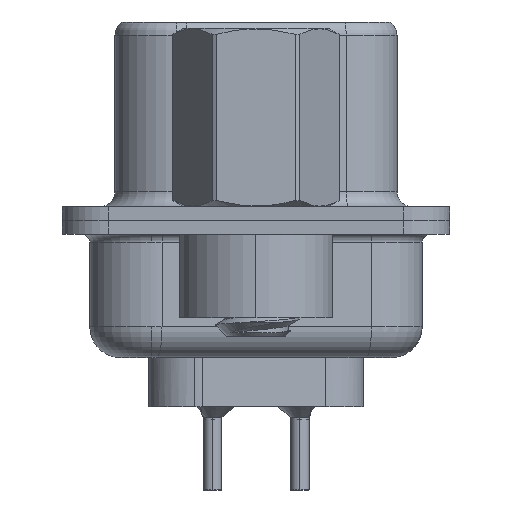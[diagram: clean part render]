
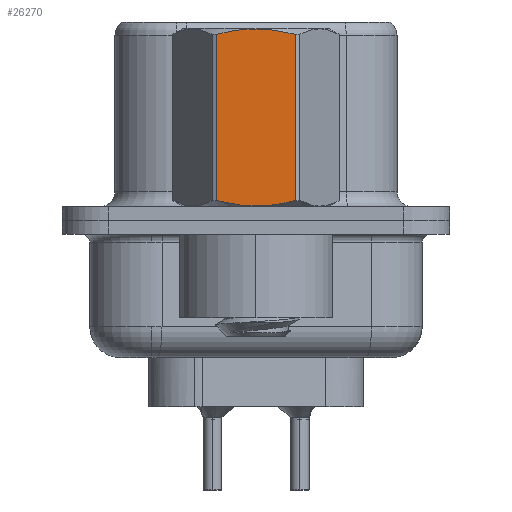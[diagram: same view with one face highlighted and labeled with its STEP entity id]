
A CAD part, left-side view. The second image highlights one B-rep face of the part: STEP entity #26270.
In plain terms, the highlighted planar face has unit normal (-1, 0, 0).
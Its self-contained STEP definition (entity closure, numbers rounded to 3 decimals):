
#499 = VERTEX_POINT ( 'NONE', #13127 ) ;
#943 = ORIENTED_EDGE ( 'NONE', *, *, #20375, .T. ) ;
#1368 = CARTESIAN_POINT ( 'NONE',  ( -2.381, 1.065, 0.596 ) ) ;
#1479 = CARTESIAN_POINT ( 'NONE',  ( -2.381, 0.428, 0.485 ) ) ;
#3900 = CARTESIAN_POINT ( 'NONE',  ( -2.381, -0.215, 0.468 ) ) ;
#4207 = B_SPLINE_CURVE_WITH_KNOTS ( 'NONE', 3,
 ( #17603, #15313, #19933, #6077, #22253, #8485, #24520, #10803, #26763, #13115 ),
 .UNSPECIFIED., .F., .F.,
 ( 4, 2, 2, 2, 4 ),
 ( 0.001, 0.002, 0.002, 0.003, 0.004 ),
 .UNSPECIFIED. ) ;
#4533 = ORIENTED_EDGE ( 'NONE', *, *, #24914, .T. ) ;
#4579 = AXIS2_PLACEMENT_3D ( 'NONE', #18963, #21319, #7517 ) ;
#4767 = PLANE ( 'NONE',  #4579 ) ;
#5142 = ORIENTED_EDGE ( 'NONE', *, *, #19306, .T. ) ;
#5389 = CARTESIAN_POINT ( 'NONE',  ( -2.381, -1.273, 3.792 ) ) ;
#6077 = CARTESIAN_POINT ( 'NONE',  ( -2.381, -0.432, 6.215 ) ) ;
#6336 = CARTESIAN_POINT ( 'NONE',  ( -2.381, -0.858, 0.55 ) ) ;
#7330 = VECTOR ( 'NONE', #12445, 1000. ) ;
#7503 = VERTEX_POINT ( 'NONE', #27475 ) ;
#7517 = DIRECTION ( 'NONE',  ( 0., -1., 0. ) ) ;
#8374 = B_SPLINE_CURVE_WITH_KNOTS ( 'NONE', 3,
 ( #22405, #1368, #15568, #1479, #17856, #3900, #20174, #6336, #22499, #8741 ),
 .UNSPECIFIED., .F., .F.,
 ( 4, 2, 2, 2, 4 ),
 ( 0.003, 0.003, 0.004, 0.004, 0.005 ),
 .UNSPECIFIED. ) ;
#8485 = CARTESIAN_POINT ( 'NONE',  ( -2.381, 0.215, 6.232 ) ) ;
#8741 = CARTESIAN_POINT ( 'NONE',  ( -2.381, -1.273, 0.652 ) ) ;
#10803 = CARTESIAN_POINT ( 'NONE',  ( -2.381, 0.853, 6.151 ) ) ;
#11958 = LINE ( 'NONE', #12628, #29419 ) ;
#12204 = VERTEX_POINT ( 'NONE', #29615 ) ;
#12445 = DIRECTION ( 'NONE',  ( 0., 0., 1. ) ) ;
#12628 = CARTESIAN_POINT ( 'NONE',  ( -2.381, 1.273, 3.792 ) ) ;
#13115 = CARTESIAN_POINT ( 'NONE',  ( -2.381, 1.273, 6.048 ) ) ;
#13127 = CARTESIAN_POINT ( 'NONE',  ( -2.381, 1.273, 6.048 ) ) ;
#13477 = LINE ( 'NONE', #5389, #7330 ) ;
#14103 = FACE_OUTER_BOUND ( 'NONE', #27175, .T. ) ;
#15313 = CARTESIAN_POINT ( 'NONE',  ( -2.381, -1.066, 6.104 ) ) ;
#15568 = CARTESIAN_POINT ( 'NONE',  ( -2.381, 0.853, 0.549 ) ) ;
#17203 = VERTEX_POINT ( 'NONE', #22256 ) ;
#17603 = CARTESIAN_POINT ( 'NONE',  ( -2.381, -1.273, 6.048 ) ) ;
#17856 = CARTESIAN_POINT ( 'NONE',  ( -2.381, 0.215, 0.468 ) ) ;
#18374 = EDGE_CURVE ( 'NONE', #17203, #499, #4207, .T. ) ;
#18878 = ORIENTED_EDGE ( 'NONE', *, *, #18374, .T. ) ;
#18963 = CARTESIAN_POINT ( 'NONE',  ( -2.381, 1.375, -3.75 ) ) ;
#19306 = EDGE_CURVE ( 'NONE', #12204, #17203, #13477, .T. ) ;
#19933 = CARTESIAN_POINT ( 'NONE',  ( -2.381, -0.858, 6.15 ) ) ;
#20174 = CARTESIAN_POINT ( 'NONE',  ( -2.381, -0.432, 0.485 ) ) ;
#20375 = EDGE_CURVE ( 'NONE', #499, #7503, #11958, .T. ) ;
#21319 = DIRECTION ( 'NONE',  ( -1., 0., 0. ) ) ;
#22253 = CARTESIAN_POINT ( 'NONE',  ( -2.381, -0.215, 6.232 ) ) ;
#22256 = CARTESIAN_POINT ( 'NONE',  ( -2.381, -1.273, 6.048 ) ) ;
#22405 = CARTESIAN_POINT ( 'NONE',  ( -2.381, 1.273, 0.652 ) ) ;
#22499 = CARTESIAN_POINT ( 'NONE',  ( -2.381, -1.066, 0.596 ) ) ;
#24160 = DIRECTION ( 'NONE',  ( 0., 0., -1. ) ) ;
#24520 = CARTESIAN_POINT ( 'NONE',  ( -2.381, 0.428, 6.215 ) ) ;
#24914 = EDGE_CURVE ( 'NONE', #7503, #12204, #8374, .T. ) ;
#26270 = ADVANCED_FACE ( 'NONE', ( #14103 ), #4767, .T. ) ;
#26763 = CARTESIAN_POINT ( 'NONE',  ( -2.381, 1.065, 6.104 ) ) ;
#27175 = EDGE_LOOP ( 'NONE', ( #4533, #5142, #18878, #943 ) ) ;
#27475 = CARTESIAN_POINT ( 'NONE',  ( -2.381, 1.273, 0.652 ) ) ;
#29419 = VECTOR ( 'NONE', #24160, 1000. ) ;
#29615 = CARTESIAN_POINT ( 'NONE',  ( -2.381, -1.273, 0.652 ) ) ;
